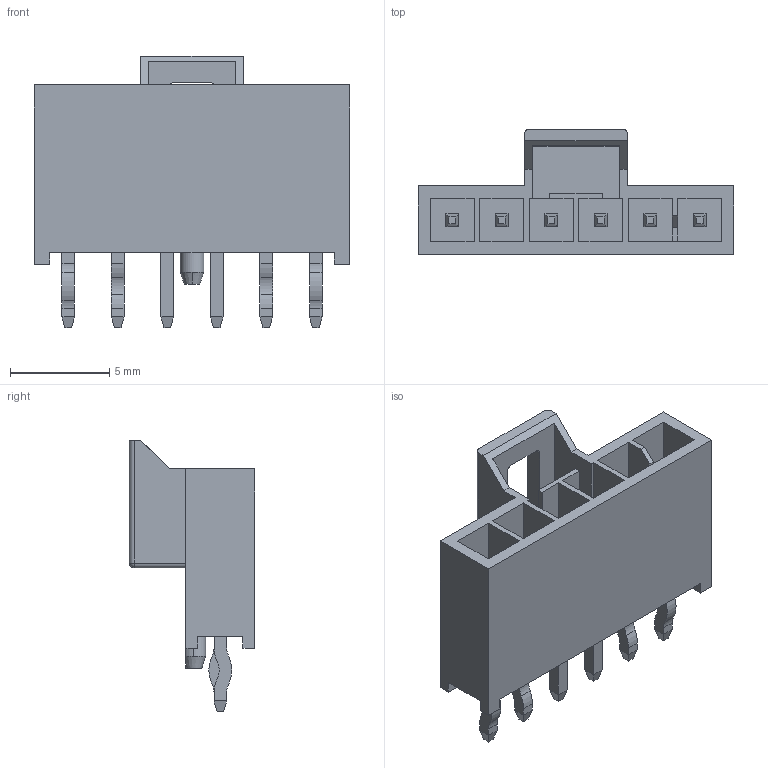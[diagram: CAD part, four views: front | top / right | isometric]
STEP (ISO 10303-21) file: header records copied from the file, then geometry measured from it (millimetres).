
FILE_DESCRIPTION(('STEP AP242'),'1');
FILE_NAME('1053091106.stp','2024-12-20T05:42:26',('TraceParts'),('TraceParts S.A.'),'Spatial InterOp 3D',' ',' ');
FILE_SCHEMA(('AP242_MANAGED_MODEL_BASED_3D_ENGINEERING_MIM_LF {1 0 10303 442 1 1 4}'));
Length unit declared in the file: millimetre
Products named in the file (1): 1053091106_1
Bounding box: 15.94 x 6.34 x 13.71 mm (x, y, z)
Volume: 336.3 mm3; surface area: 998.5 mm2
Topology: 1 solids, 1 shells, 223 faces, 582 edges, 388 vertices
Faces by surface type: plane 184, cylinder 35, cone 2, sphere 2
Entity records: 6743 total; most frequent: CARTESIAN_POINT 1189, ORIENTED_EDGE 1136, DIRECTION 1117, EDGE_CURVE 568, LINE 493, VECTOR 493, VERTEX_POINT 360, AXIS2_PLACEMENT_3D 312
